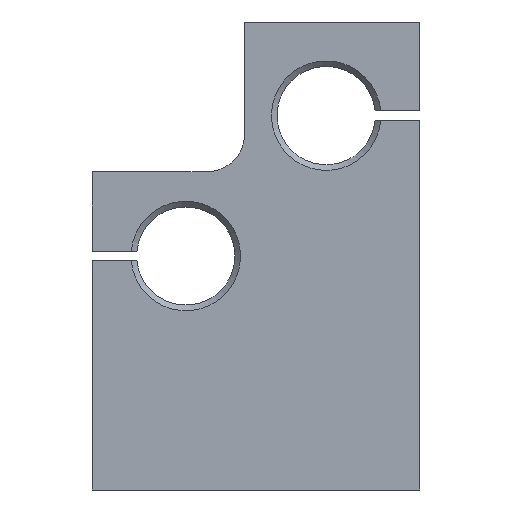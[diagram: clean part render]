
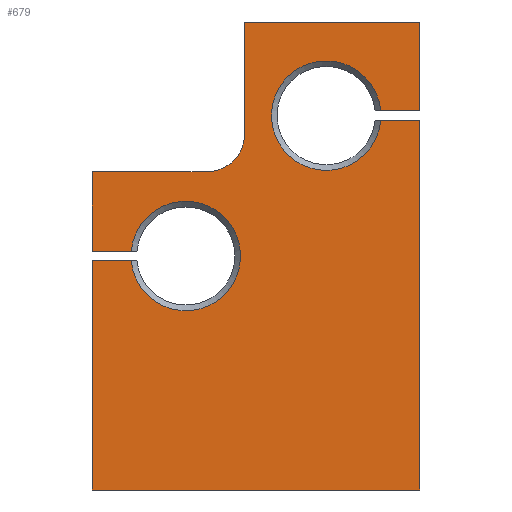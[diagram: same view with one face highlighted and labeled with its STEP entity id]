
A CAD part, front view. The second image highlights one B-rep face of the part: STEP entity #679.
In plain terms, the highlighted planar face has unit normal (0, -1, 0).
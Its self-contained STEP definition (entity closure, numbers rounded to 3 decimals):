
#42=CIRCLE('',#713,5.85);
#43=CIRCLE('',#714,5.85);
#44=CIRCLE('',#715,4.);
#65=ORIENTED_EDGE('',*,*,#191,.F.);
#66=ORIENTED_EDGE('',*,*,#192,.T.);
#67=ORIENTED_EDGE('',*,*,#193,.T.);
#68=ORIENTED_EDGE('',*,*,#194,.T.);
#69=ORIENTED_EDGE('',*,*,#195,.T.);
#70=ORIENTED_EDGE('',*,*,#196,.T.);
#71=ORIENTED_EDGE('',*,*,#197,.F.);
#72=ORIENTED_EDGE('',*,*,#198,.T.);
#73=ORIENTED_EDGE('',*,*,#199,.T.);
#74=ORIENTED_EDGE('',*,*,#200,.T.);
#75=ORIENTED_EDGE('',*,*,#201,.T.);
#76=ORIENTED_EDGE('',*,*,#202,.F.);
#77=ORIENTED_EDGE('',*,*,#203,.T.);
#78=ORIENTED_EDGE('',*,*,#204,.T.);
#79=ORIENTED_EDGE('',*,*,#189,.T.);
#189=EDGE_CURVE('',#253,#252,#301,.T.);
#191=EDGE_CURVE('',#254,#252,#303,.T.);
#192=EDGE_CURVE('',#254,#255,#42,.F.);
#193=EDGE_CURVE('',#255,#256,#304,.T.);
#194=EDGE_CURVE('',#256,#257,#305,.T.);
#195=EDGE_CURVE('',#257,#258,#306,.T.);
#196=EDGE_CURVE('',#258,#259,#307,.T.);
#197=EDGE_CURVE('',#260,#259,#308,.T.);
#198=EDGE_CURVE('',#260,#261,#43,.F.);
#199=EDGE_CURVE('',#261,#262,#309,.T.);
#200=EDGE_CURVE('',#262,#263,#310,.T.);
#201=EDGE_CURVE('',#263,#264,#311,.T.);
#202=EDGE_CURVE('',#265,#264,#312,.T.);
#203=EDGE_CURVE('',#265,#266,#44,.F.);
#204=EDGE_CURVE('',#266,#253,#313,.T.);
#252=VERTEX_POINT('',#899);
#253=VERTEX_POINT('',#901);
#254=VERTEX_POINT('',#905);
#255=VERTEX_POINT('',#907);
#256=VERTEX_POINT('',#909);
#257=VERTEX_POINT('',#911);
#258=VERTEX_POINT('',#913);
#259=VERTEX_POINT('',#915);
#260=VERTEX_POINT('',#917);
#261=VERTEX_POINT('',#919);
#262=VERTEX_POINT('',#921);
#263=VERTEX_POINT('',#923);
#264=VERTEX_POINT('',#925);
#265=VERTEX_POINT('',#927);
#266=VERTEX_POINT('',#929);
#301=LINE('',#900,#340);
#303=LINE('',#904,#342);
#304=LINE('',#908,#343);
#305=LINE('',#910,#344);
#306=LINE('',#912,#345);
#307=LINE('',#914,#346);
#308=LINE('',#916,#347);
#309=LINE('',#920,#348);
#310=LINE('',#922,#349);
#311=LINE('',#924,#350);
#312=LINE('',#926,#351);
#313=LINE('',#930,#352);
#340=VECTOR('',#764,1000.);
#342=VECTOR('',#768,1000.);
#343=VECTOR('',#771,1000.);
#344=VECTOR('',#772,1000.);
#345=VECTOR('',#773,1000.);
#346=VECTOR('',#774,1000.);
#347=VECTOR('',#775,1000.);
#348=VECTOR('',#778,1000.);
#349=VECTOR('',#779,1000.);
#350=VECTOR('',#780,1000.);
#351=VECTOR('',#781,1000.);
#352=VECTOR('',#784,1000.);
#378=EDGE_LOOP('',(#65,#66,#67,#68,#69,#70,#71,#72,#73,#74,#75,#76,#77,
#78,#79));
#421=FACE_BOUND('',#378,.T.);
#467=PLANE('',#712);
#679=ADVANCED_FACE('',(#421),#467,.T.);
#712=AXIS2_PLACEMENT_3D('',#903,#766,#767);
#713=AXIS2_PLACEMENT_3D('',#906,#769,#770);
#714=AXIS2_PLACEMENT_3D('',#918,#776,#777);
#715=AXIS2_PLACEMENT_3D('',#928,#782,#783);
#764=DIRECTION('',(0.,0.,-1.));
#766=DIRECTION('',(0.,-1.,0.));
#767=DIRECTION('',(0.,0.,-1.));
#768=DIRECTION('',(-1.,0.,0.));
#769=DIRECTION('',(0.,-1.,0.));
#770=DIRECTION('',(0.,0.,-1.));
#771=DIRECTION('',(-1.,0.,0.));
#772=DIRECTION('',(0.,0.,-1.));
#773=DIRECTION('',(1.,0.,0.));
#774=DIRECTION('',(0.,0.,1.));
#775=DIRECTION('',(1.,0.,0.));
#776=DIRECTION('',(0.,-1.,0.));
#777=DIRECTION('',(0.,0.,-1.));
#778=DIRECTION('',(1.,0.,0.));
#779=DIRECTION('',(0.,0.,1.));
#780=DIRECTION('',(-1.,0.,0.));
#781=DIRECTION('',(0.,0.,1.));
#782=DIRECTION('',(0.,-1.,0.));
#783=DIRECTION('',(0.,0.,-1.));
#784=DIRECTION('',(-1.,0.,0.));
#899=CARTESIAN_POINT('',(-17.5,-11.,0.5));
#900=CARTESIAN_POINT('',(-17.5,-11.,22.5));
#901=CARTESIAN_POINT('',(-17.5,-11.,9.));
#903=CARTESIAN_POINT('',(0.,-11.,0.));
#904=CARTESIAN_POINT('',(-9.687,-11.,0.5));
#905=CARTESIAN_POINT('',(-13.329,-11.,0.5));
#906=CARTESIAN_POINT('',(-7.5,-11.,0.));
#907=CARTESIAN_POINT('',(-13.329,-11.,-0.5));
#908=CARTESIAN_POINT('',(-9.687,-11.,-0.5));
#909=CARTESIAN_POINT('',(-17.5,-11.,-0.5));
#910=CARTESIAN_POINT('',(-17.5,-11.,22.5));
#911=CARTESIAN_POINT('',(-17.5,-11.,-25.));
#912=CARTESIAN_POINT('',(-17.5,-11.,-25.));
#913=CARTESIAN_POINT('',(17.5,-11.,-25.));
#914=CARTESIAN_POINT('',(17.5,-11.,-22.5));
#915=CARTESIAN_POINT('',(17.5,-11.,14.5));
#916=CARTESIAN_POINT('',(7.539,-11.,14.5));
#917=CARTESIAN_POINT('',(13.329,-11.,14.5));
#918=CARTESIAN_POINT('',(7.5,-11.,15.));
#919=CARTESIAN_POINT('',(13.329,-11.,15.5));
#920=CARTESIAN_POINT('',(7.539,-11.,15.5));
#921=CARTESIAN_POINT('',(17.5,-11.,15.5));
#922=CARTESIAN_POINT('',(17.5,-11.,-22.5));
#923=CARTESIAN_POINT('',(17.5,-11.,25.));
#924=CARTESIAN_POINT('',(17.5,-11.,25.));
#925=CARTESIAN_POINT('',(-1.221,-11.,25.));
#926=CARTESIAN_POINT('',(-1.221,-11.,10.));
#927=CARTESIAN_POINT('',(-1.221,-11.,13.));
#928=CARTESIAN_POINT('',(-5.221,-11.,13.));
#929=CARTESIAN_POINT('',(-5.221,-11.,9.));
#930=CARTESIAN_POINT('',(0.,-11.,9.));
